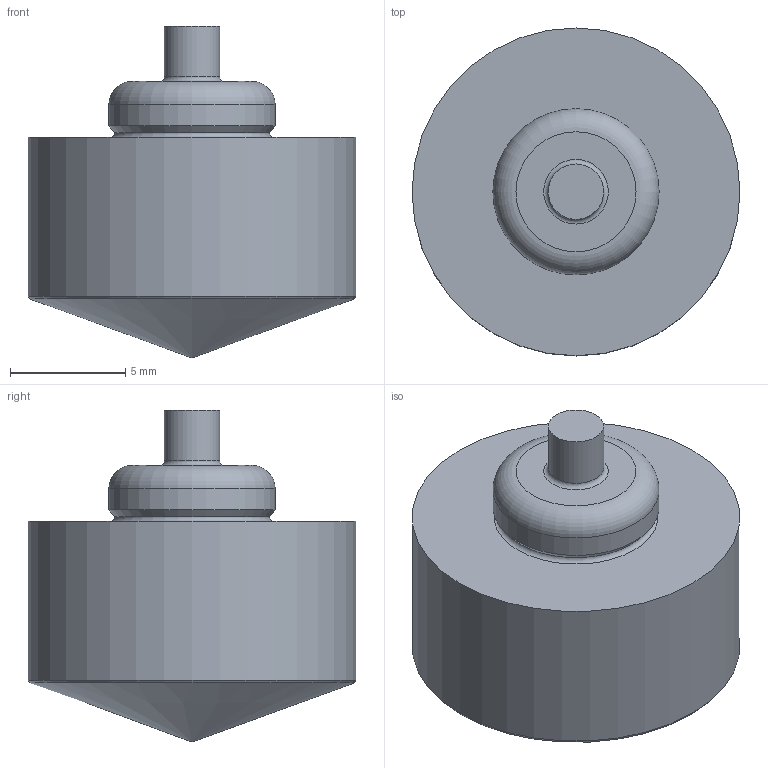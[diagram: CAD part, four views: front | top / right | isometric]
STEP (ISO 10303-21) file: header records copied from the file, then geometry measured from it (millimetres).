
FILE_DESCRIPTION(/* description */ (''),/* implementation_level */ '2;1');
FILE_NAME(/* name */ 'SD400-14.20-M.stp',/* time_stamp */ '2012-07-09T09:38:52+05:00',/* author */ (''),/* organization */ (''),/* preprocessor_version */ 'ST-DEVELOPER v11',/* originating_system */ 'SIEMENS PLM Software NX 7.5',/* authorisation */ '');
FILE_SCHEMA (('AUTOMOTIVE_DESIGN { 1 0 10303 214 1 1 1 1 }'));
Length unit declared in the file: millimetre
Products named in the file (1): inpu3DE4vguk
Bounding box: 14.2 x 14.2 x 14.38 mm (x, y, z)
Volume: 1343.5 mm3; surface area: 782.8 mm2
Topology: 2 solids, 2 shells, 13 faces, 21 edges, 12 vertices
Faces by surface type: plane 4, cylinder 3, torus 3, cone 3
Full cylindrical faces by diameter (mm): 2.4 x1, 7.2 x1, 14.2 x1
Entity records: 279 total; most frequent: DIRECTION 50, CARTESIAN_POINT 37, AXIS2_PLACEMENT_3D 25, EDGE_LOOP 22, ORIENTED_EDGE 22, FACE_BOUND 20, ADVANCED_FACE 13, VERTEX_POINT 12
